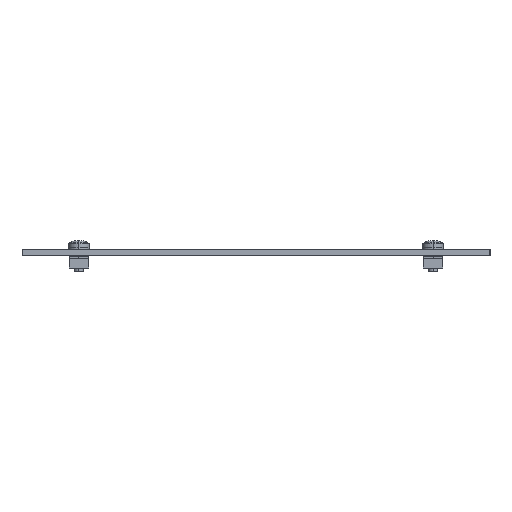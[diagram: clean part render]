
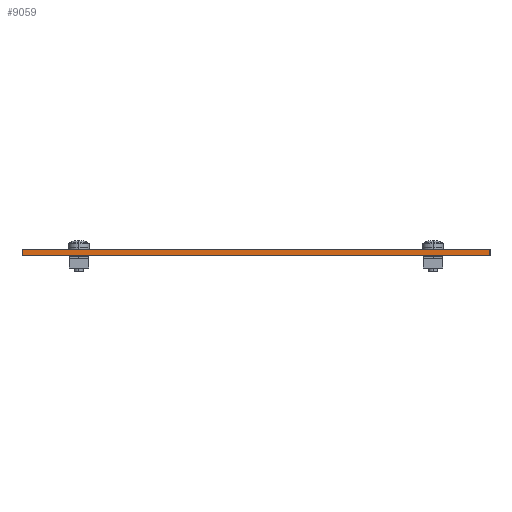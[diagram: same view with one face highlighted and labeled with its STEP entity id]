
A CAD part, left-side view. The second image highlights one B-rep face of the part: STEP entity #9059.
In plain terms, the highlighted planar face has unit normal (-1, 0, 0).
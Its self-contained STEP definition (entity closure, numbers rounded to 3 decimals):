
#21 = VECTOR ( 'NONE', #2823, 1000. ) ;
#47 = ORIENTED_EDGE ( 'NONE', *, *, #7142, .T. ) ;
#308 = LINE ( 'NONE', #5764, #21 ) ;
#487 = DIRECTION ( 'NONE',  ( 0., 0., 1. ) ) ;
#909 = VECTOR ( 'NONE', #487, 1000. ) ;
#1279 = CARTESIAN_POINT ( 'NONE',  ( -241.5, 155.15, -4. ) ) ;
#1283 = VECTOR ( 'NONE', #4403, 1000. ) ;
#1375 = CARTESIAN_POINT ( 'NONE',  ( -241.5, 155.15, 0. ) ) ;
#2336 = EDGE_LOOP ( 'NONE', ( #7360, #8255, #6642, #47 ) ) ;
#2356 = CARTESIAN_POINT ( 'NONE',  ( -241.5, -155.15, -4. ) ) ;
#2823 = DIRECTION ( 'NONE',  ( 0., -1., 0. ) ) ;
#2897 = DIRECTION ( 'NONE',  ( -1., 0., 0. ) ) ;
#3019 = EDGE_CURVE ( 'NONE', #9333, #6181, #308, .T. ) ;
#3082 = EDGE_CURVE ( 'NONE', #4008, #8619, #6535, .T. ) ;
#4008 = VERTEX_POINT ( 'NONE', #7696 ) ;
#4287 = FACE_OUTER_BOUND ( 'NONE', #2336, .T. ) ;
#4391 = PLANE ( 'NONE',  #6314 ) ;
#4403 = DIRECTION ( 'NONE',  ( 0., 0., 1. ) ) ;
#4440 = CARTESIAN_POINT ( 'NONE',  ( -241.5, -155.15, -4. ) ) ;
#4443 = DIRECTION ( 'NONE',  ( 0., -1., 0. ) ) ;
#5713 = VECTOR ( 'NONE', #9777, 1000. ) ;
#5764 = CARTESIAN_POINT ( 'NONE',  ( -241.5, 155.15, 0. ) ) ;
#5796 = CARTESIAN_POINT ( 'NONE',  ( -241.5, 155.15, -4. ) ) ;
#5812 = CARTESIAN_POINT ( 'NONE',  ( -241.5, 155.15, -4. ) ) ;
#6181 = VERTEX_POINT ( 'NONE', #9056 ) ;
#6314 = AXIS2_PLACEMENT_3D ( 'NONE', #5796, #2897, #4443 ) ;
#6535 = LINE ( 'NONE', #5812, #5713 ) ;
#6642 = ORIENTED_EDGE ( 'NONE', *, *, #3082, .T. ) ;
#6654 = LINE ( 'NONE', #4440, #909 ) ;
#6760 = LINE ( 'NONE', #1279, #1283 ) ;
#7142 = EDGE_CURVE ( 'NONE', #8619, #6181, #6654, .T. ) ;
#7360 = ORIENTED_EDGE ( 'NONE', *, *, #3019, .F. ) ;
#7696 = CARTESIAN_POINT ( 'NONE',  ( -241.5, 155.15, -4. ) ) ;
#8255 = ORIENTED_EDGE ( 'NONE', *, *, #9416, .F. ) ;
#8619 = VERTEX_POINT ( 'NONE', #2356 ) ;
#9056 = CARTESIAN_POINT ( 'NONE',  ( -241.5, -155.15, 0. ) ) ;
#9059 = ADVANCED_FACE ( 'NONE', ( #4287 ), #4391, .T. ) ;
#9333 = VERTEX_POINT ( 'NONE', #1375 ) ;
#9416 = EDGE_CURVE ( 'NONE', #4008, #9333, #6760, .T. ) ;
#9777 = DIRECTION ( 'NONE',  ( 0., -1., 0. ) ) ;
